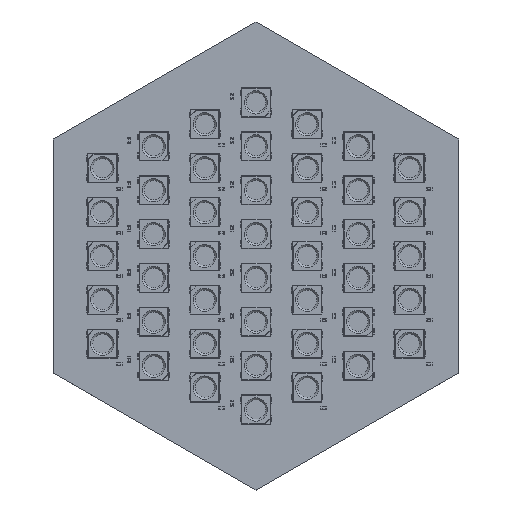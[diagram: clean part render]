
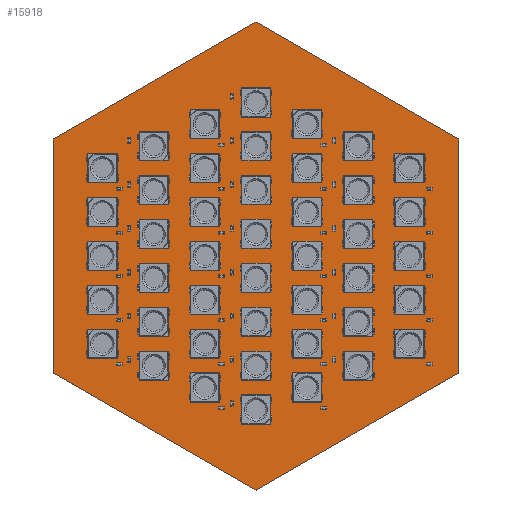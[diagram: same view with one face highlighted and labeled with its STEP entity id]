
A CAD part, top view. The second image highlights one B-rep face of the part: STEP entity #15918.
In plain terms, the highlighted planar face has unit normal (0, 0, 1).
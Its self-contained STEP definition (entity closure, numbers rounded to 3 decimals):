
#15450 = VERTEX_POINT('',#15451);
#15451 = CARTESIAN_POINT('',(-68.241,20.,1.6));
#15458 = PLANE('',#15459);
#15459 = AXIS2_PLACEMENT_3D('',#15460,#15461,#15462);
#15460 = CARTESIAN_POINT('',(-68.241,20.,0.));
#15461 = DIRECTION('',(1.,0.,-0.));
#15462 = DIRECTION('',(0.,-1.,0.));
#15470 = PLANE('',#15471);
#15471 = AXIS2_PLACEMENT_3D('',#15472,#15473,#15474);
#15472 = CARTESIAN_POINT('',(-33.6,40.,0.));
#15473 = DIRECTION('',(0.5,-0.866,0.));
#15474 = DIRECTION('',(-0.866,-0.5,0.));
#15482 = EDGE_CURVE('',#15450,#15483,#15485,.T.);
#15483 = VERTEX_POINT('',#15484);
#15484 = CARTESIAN_POINT('',(-68.241,-20.,1.6));
#15485 = SURFACE_CURVE('',#15486,(#15490,#15497),.PCURVE_S1.);
#15486 = LINE('',#15487,#15488);
#15487 = CARTESIAN_POINT('',(-68.241,20.,1.6));
#15488 = VECTOR('',#15489,1.);
#15489 = DIRECTION('',(0.,-1.,0.));
#15490 = PCURVE('',#15458,#15491);
#15491 = DEFINITIONAL_REPRESENTATION('',(#15492),#15496);
#15492 = LINE('',#15493,#15494);
#15493 = CARTESIAN_POINT('',(0.,-1.6));
#15494 = VECTOR('',#15495,1.);
#15495 = DIRECTION('',(1.,0.));
#15496 = ( GEOMETRIC_REPRESENTATION_CONTEXT(2) 
PARAMETRIC_REPRESENTATION_CONTEXT() REPRESENTATION_CONTEXT('2D SPACE',''
  ) );
#15497 = PCURVE('',#15498,#15503);
#15498 = PLANE('',#15499);
#15499 = AXIS2_PLACEMENT_3D('',#15500,#15501,#15502);
#15500 = CARTESIAN_POINT('',(-33.6,0.,1.6));
#15501 = DIRECTION('',(0.,0.,1.));
#15502 = DIRECTION('',(1.,0.,-0.));
#15503 = DEFINITIONAL_REPRESENTATION('',(#15504),#15508);
#15504 = LINE('',#15505,#15506);
#15505 = CARTESIAN_POINT('',(-34.641,20.));
#15506 = VECTOR('',#15507,1.);
#15507 = DIRECTION('',(0.,-1.));
#15508 = ( GEOMETRIC_REPRESENTATION_CONTEXT(2) 
PARAMETRIC_REPRESENTATION_CONTEXT() REPRESENTATION_CONTEXT('2D SPACE',''
  ) );
#15526 = PLANE('',#15527);
#15527 = AXIS2_PLACEMENT_3D('',#15528,#15529,#15530);
#15528 = CARTESIAN_POINT('',(-68.241,-20.,0.));
#15529 = DIRECTION('',(0.5,0.866,-0.));
#15530 = DIRECTION('',(0.866,-0.5,0.));
#15568 = EDGE_CURVE('',#15483,#15569,#15571,.T.);
#15569 = VERTEX_POINT('',#15570);
#15570 = CARTESIAN_POINT('',(-33.6,-40.,1.6));
#15571 = SURFACE_CURVE('',#15572,(#15576,#15583),.PCURVE_S1.);
#15572 = LINE('',#15573,#15574);
#15573 = CARTESIAN_POINT('',(-68.241,-20.,1.6));
#15574 = VECTOR('',#15575,1.);
#15575 = DIRECTION('',(0.866,-0.5,0.));
#15576 = PCURVE('',#15526,#15577);
#15577 = DEFINITIONAL_REPRESENTATION('',(#15578),#15582);
#15578 = LINE('',#15579,#15580);
#15579 = CARTESIAN_POINT('',(0.,-1.6));
#15580 = VECTOR('',#15581,1.);
#15581 = DIRECTION('',(1.,0.));
#15582 = ( GEOMETRIC_REPRESENTATION_CONTEXT(2) 
PARAMETRIC_REPRESENTATION_CONTEXT() REPRESENTATION_CONTEXT('2D SPACE',''
  ) );
#15583 = PCURVE('',#15498,#15584);
#15584 = DEFINITIONAL_REPRESENTATION('',(#15585),#15589);
#15585 = LINE('',#15586,#15587);
#15586 = CARTESIAN_POINT('',(-34.641,-20.));
#15587 = VECTOR('',#15588,1.);
#15588 = DIRECTION('',(0.866,-0.5));
#15589 = ( GEOMETRIC_REPRESENTATION_CONTEXT(2) 
PARAMETRIC_REPRESENTATION_CONTEXT() REPRESENTATION_CONTEXT('2D SPACE',''
  ) );
#15607 = PLANE('',#15608);
#15608 = AXIS2_PLACEMENT_3D('',#15609,#15610,#15611);
#15609 = CARTESIAN_POINT('',(-33.6,-40.,0.));
#15610 = DIRECTION('',(-0.5,0.866,0.));
#15611 = DIRECTION('',(0.866,0.5,0.));
#15644 = EDGE_CURVE('',#15569,#15645,#15647,.T.);
#15645 = VERTEX_POINT('',#15646);
#15646 = CARTESIAN_POINT('',(1.041,-20.,1.6));
#15647 = SURFACE_CURVE('',#15648,(#15652,#15659),.PCURVE_S1.);
#15648 = LINE('',#15649,#15650);
#15649 = CARTESIAN_POINT('',(-33.6,-40.,1.6));
#15650 = VECTOR('',#15651,1.);
#15651 = DIRECTION('',(0.866,0.5,0.));
#15652 = PCURVE('',#15607,#15653);
#15653 = DEFINITIONAL_REPRESENTATION('',(#15654),#15658);
#15654 = LINE('',#15655,#15656);
#15655 = CARTESIAN_POINT('',(0.,-1.6));
#15656 = VECTOR('',#15657,1.);
#15657 = DIRECTION('',(1.,0.));
#15658 = ( GEOMETRIC_REPRESENTATION_CONTEXT(2) 
PARAMETRIC_REPRESENTATION_CONTEXT() REPRESENTATION_CONTEXT('2D SPACE',''
  ) );
#15659 = PCURVE('',#15498,#15660);
#15660 = DEFINITIONAL_REPRESENTATION('',(#15661),#15665);
#15661 = LINE('',#15662,#15663);
#15662 = CARTESIAN_POINT('',(0.,-40.));
#15663 = VECTOR('',#15664,1.);
#15664 = DIRECTION('',(0.866,0.5));
#15665 = ( GEOMETRIC_REPRESENTATION_CONTEXT(2) 
PARAMETRIC_REPRESENTATION_CONTEXT() REPRESENTATION_CONTEXT('2D SPACE',''
  ) );
#15683 = PLANE('',#15684);
#15684 = AXIS2_PLACEMENT_3D('',#15685,#15686,#15687);
#15685 = CARTESIAN_POINT('',(1.041,-20.,0.));
#15686 = DIRECTION('',(-1.,0.,0.));
#15687 = DIRECTION('',(0.,1.,0.));
#15720 = EDGE_CURVE('',#15645,#15721,#15723,.T.);
#15721 = VERTEX_POINT('',#15722);
#15722 = CARTESIAN_POINT('',(1.041,20.,1.6));
#15723 = SURFACE_CURVE('',#15724,(#15728,#15735),.PCURVE_S1.);
#15724 = LINE('',#15725,#15726);
#15725 = CARTESIAN_POINT('',(1.041,-20.,1.6));
#15726 = VECTOR('',#15727,1.);
#15727 = DIRECTION('',(0.,1.,0.));
#15728 = PCURVE('',#15683,#15729);
#15729 = DEFINITIONAL_REPRESENTATION('',(#15730),#15734);
#15730 = LINE('',#15731,#15732);
#15731 = CARTESIAN_POINT('',(0.,-1.6));
#15732 = VECTOR('',#15733,1.);
#15733 = DIRECTION('',(1.,0.));
#15734 = ( GEOMETRIC_REPRESENTATION_CONTEXT(2) 
PARAMETRIC_REPRESENTATION_CONTEXT() REPRESENTATION_CONTEXT('2D SPACE',''
  ) );
#15735 = PCURVE('',#15498,#15736);
#15736 = DEFINITIONAL_REPRESENTATION('',(#15737),#15741);
#15737 = LINE('',#15738,#15739);
#15738 = CARTESIAN_POINT('',(34.641,-20.));
#15739 = VECTOR('',#15740,1.);
#15740 = DIRECTION('',(0.,1.));
#15741 = ( GEOMETRIC_REPRESENTATION_CONTEXT(2) 
PARAMETRIC_REPRESENTATION_CONTEXT() REPRESENTATION_CONTEXT('2D SPACE',''
  ) );
#15759 = PLANE('',#15760);
#15760 = AXIS2_PLACEMENT_3D('',#15761,#15762,#15763);
#15761 = CARTESIAN_POINT('',(1.041,20.,0.));
#15762 = DIRECTION('',(-0.5,-0.866,0.));
#15763 = DIRECTION('',(-0.866,0.5,0.));
#15796 = EDGE_CURVE('',#15721,#15797,#15799,.T.);
#15797 = VERTEX_POINT('',#15798);
#15798 = CARTESIAN_POINT('',(-33.6,40.,1.6));
#15799 = SURFACE_CURVE('',#15800,(#15804,#15811),.PCURVE_S1.);
#15800 = LINE('',#15801,#15802);
#15801 = CARTESIAN_POINT('',(1.041,20.,1.6));
#15802 = VECTOR('',#15803,1.);
#15803 = DIRECTION('',(-0.866,0.5,0.));
#15804 = PCURVE('',#15759,#15805);
#15805 = DEFINITIONAL_REPRESENTATION('',(#15806),#15810);
#15806 = LINE('',#15807,#15808);
#15807 = CARTESIAN_POINT('',(0.,-1.6));
#15808 = VECTOR('',#15809,1.);
#15809 = DIRECTION('',(1.,0.));
#15810 = ( GEOMETRIC_REPRESENTATION_CONTEXT(2) 
PARAMETRIC_REPRESENTATION_CONTEXT() REPRESENTATION_CONTEXT('2D SPACE',''
  ) );
#15811 = PCURVE('',#15498,#15812);
#15812 = DEFINITIONAL_REPRESENTATION('',(#15813),#15817);
#15813 = LINE('',#15814,#15815);
#15814 = CARTESIAN_POINT('',(34.641,20.));
#15815 = VECTOR('',#15816,1.);
#15816 = DIRECTION('',(-0.866,0.5));
#15817 = ( GEOMETRIC_REPRESENTATION_CONTEXT(2) 
PARAMETRIC_REPRESENTATION_CONTEXT() REPRESENTATION_CONTEXT('2D SPACE',''
  ) );
#15867 = EDGE_CURVE('',#15797,#15450,#15868,.T.);
#15868 = SURFACE_CURVE('',#15869,(#15873,#15880),.PCURVE_S1.);
#15869 = LINE('',#15870,#15871);
#15870 = CARTESIAN_POINT('',(-33.6,40.,1.6));
#15871 = VECTOR('',#15872,1.);
#15872 = DIRECTION('',(-0.866,-0.5,0.));
#15873 = PCURVE('',#15470,#15874);
#15874 = DEFINITIONAL_REPRESENTATION('',(#15875),#15879);
#15875 = LINE('',#15876,#15877);
#15876 = CARTESIAN_POINT('',(0.,-1.6));
#15877 = VECTOR('',#15878,1.);
#15878 = DIRECTION('',(1.,0.));
#15879 = ( GEOMETRIC_REPRESENTATION_CONTEXT(2) 
PARAMETRIC_REPRESENTATION_CONTEXT() REPRESENTATION_CONTEXT('2D SPACE',''
  ) );
#15880 = PCURVE('',#15498,#15881);
#15881 = DEFINITIONAL_REPRESENTATION('',(#15882),#15886);
#15882 = LINE('',#15883,#15884);
#15883 = CARTESIAN_POINT('',(0.,40.));
#15884 = VECTOR('',#15885,1.);
#15885 = DIRECTION('',(-0.866,-0.5));
#15886 = ( GEOMETRIC_REPRESENTATION_CONTEXT(2) 
PARAMETRIC_REPRESENTATION_CONTEXT() REPRESENTATION_CONTEXT('2D SPACE',''
  ) );
#15918 = ADVANCED_FACE('',(#15919),#15498,.T.);
#15919 = FACE_BOUND('',#15920,.T.);
#15920 = EDGE_LOOP('',(#15921,#15922,#15923,#15924,#15925,#15926));
#15921 = ORIENTED_EDGE('',*,*,#15482,.T.);
#15922 = ORIENTED_EDGE('',*,*,#15568,.T.);
#15923 = ORIENTED_EDGE('',*,*,#15644,.T.);
#15924 = ORIENTED_EDGE('',*,*,#15720,.T.);
#15925 = ORIENTED_EDGE('',*,*,#15796,.T.);
#15926 = ORIENTED_EDGE('',*,*,#15867,.T.);
